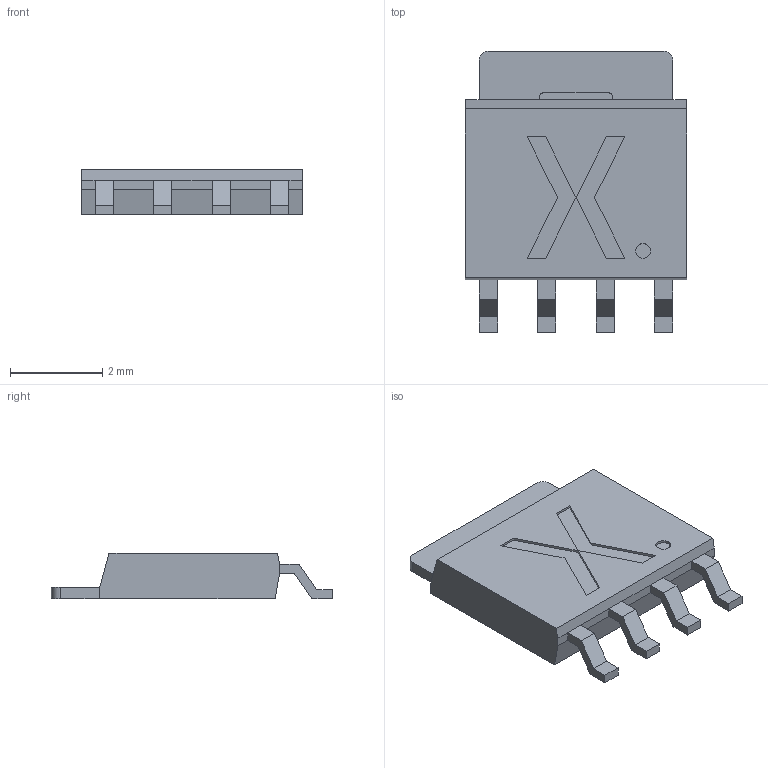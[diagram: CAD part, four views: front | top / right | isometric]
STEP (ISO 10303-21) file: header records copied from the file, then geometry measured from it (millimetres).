
FILE_DESCRIPTION(('3D model for products with SOT669 package'),'1');
FILE_NAME('SOT669.step','2017-09-13T08:25:19',('Package Competence'),('Nexperia'),('ANSOFT Corporation'),'Spatial InterOp 3D',' ',' ');
FILE_SCHEMA(('automotive_design'));
Length unit declared in the file: millimetre
Products named in the file (8): Diepad_1; Solder1; TiNiAg_S_3; Clip_G; clip; Solder_CA_2_1; 1; 2
Bounding box: 4.81 x 6.11 x 1 mm (x, y, z)
Volume: 19.7 mm3; surface area: 201.6 mm2
Topology: 8 solids, 9 shells, 334 faces, 930 edges, 619 vertices
Faces by surface type: plane 290, cylinder 44
Entity records: 13431 total; most frequent: CARTESIAN_POINT 1891, ORIENTED_EDGE 1860, DIRECTION 1704, EDGE_CURVE 930, LINE 840, VECTOR 840, VERTEX_POINT 619, AXIS2_PLACEMENT_3D 432
